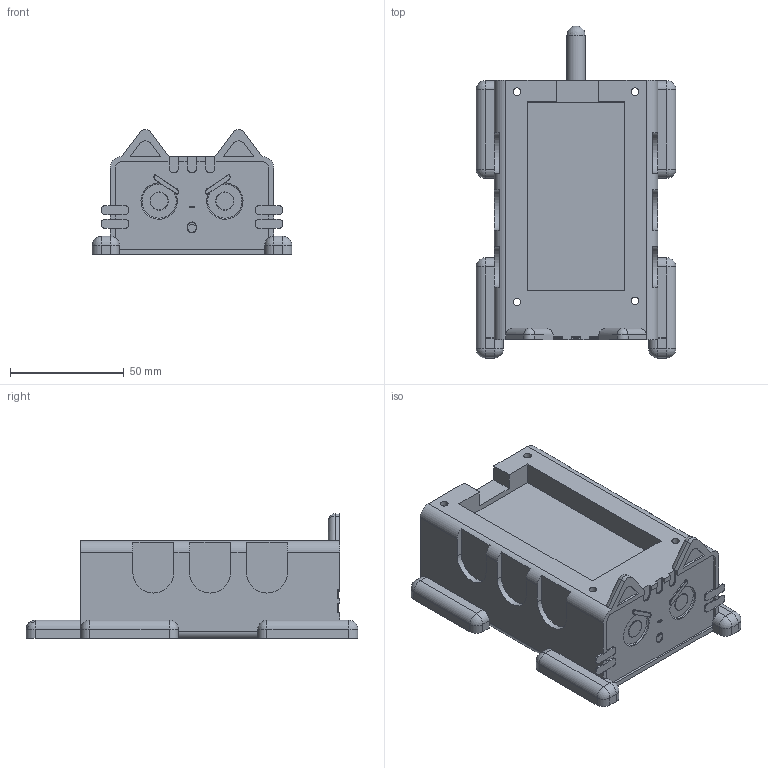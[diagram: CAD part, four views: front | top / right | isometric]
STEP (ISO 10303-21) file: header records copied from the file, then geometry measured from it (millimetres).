
FILE_DESCRIPTION(/* description */ (''),/* implementation_level */ '2;1');
FILE_NAME(/* name */ 'TOP.step',/* time_stamp */ '2025-06-13T14:07:55-04:00',/* author */ (''),/* organization */ (''),/* preprocessor_version */ 'ST-DEVELOPER v20.1',/* originating_system */ 'Autodesk Translation Framework v14.10.0.0',/* authorisation */ '');
FILE_SCHEMA (('AUTOMOTIVE_DESIGN { 1 0 10303 214 3 1 1 }'));
Length unit declared in the file: millimetre
Products named in the file (2): loaf; Loaf_1
Assembly tree (1 placements, depth 2):
  loaf
    Loaf_1
Bounding box: 87.9 x 146.06 x 54.96 mm (x, y, z)
Volume: 314722.2 mm3; surface area: 43525.4 mm2
Topology: 1 solids, 1 shells, 358 faces, 881 edges, 547 vertices
Faces by surface type: plane 190, cylinder 113, bspline 30, sphere 15, torus 10
Full cylindrical faces by diameter (mm): 2 x10, 3.4 x4, 6 x4, 7.8 x2, 8 x2
Entity records: 11638 total; most frequent: CARTESIAN_POINT 3102, DIRECTION 1789, ORIENTED_EDGE 1754, EDGE_CURVE 877, AXIS2_PLACEMENT_3D 617, LINE 555, VECTOR 555, VERTEX_POINT 547
